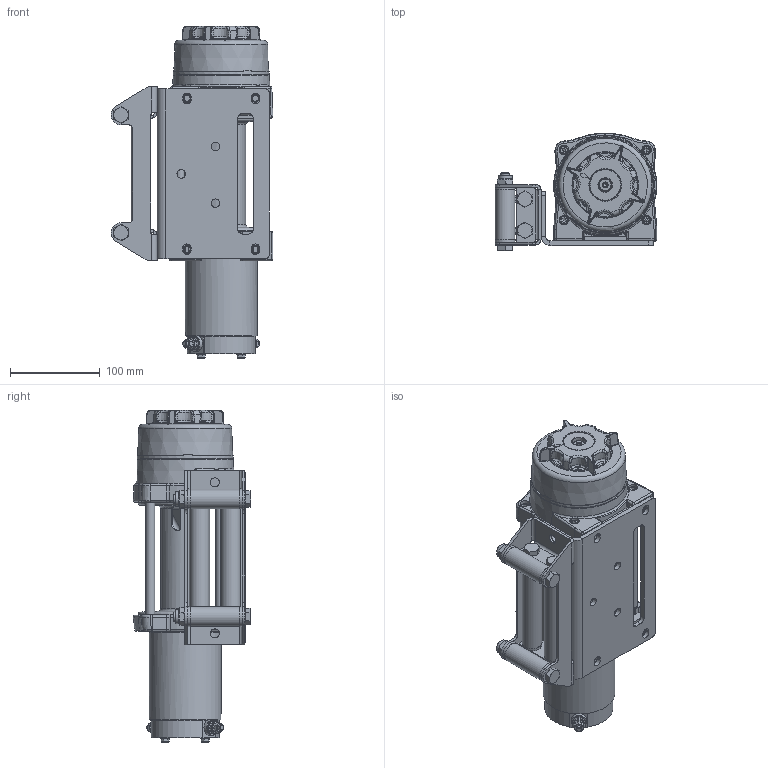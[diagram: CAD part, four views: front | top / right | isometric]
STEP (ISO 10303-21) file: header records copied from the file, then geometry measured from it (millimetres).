
FILE_DESCRIPTION(/* description */ (''),/* implementation_level */ '2;1');
FILE_NAME(/* name */ '634-425_ComeUp_CUB4.stp',/* time_stamp */ '2018-01-11T10:13:54+01:00',/* author */ ('lang1ph'),/* organization */ (''),/* preprocessor_version */ 'ST-DEVELOPER v17',/* originating_system */ 'Autodesk Inventor 2018',/* authorisation */ '');
FILE_SCHEMA (('AUTOMOTIVE_DESIGN { 1 0 10303 214 3 1 1 }'));
Length unit declared in the file: millimetre
Products named in the file (1): Aufbau-BG_CUB4_Shrinkwrap_1
Bounding box: 180.1 x 130.64 x 369.5 mm (x, y, z)
Surface area: 318358.1 mm2 (no closed solid volume)
Topology: 0 solids, 35 shells, 1195 faces, 3331 edges, 2127 vertices
Faces by surface type: plane 440, cylinder 248, bspline 212, torus 134, cone 127, sphere 34
Full cylindrical faces by diameter (mm): 4.2 x1, 6 x3, 6.5 x1, 8.4 x1, 9 x4, 9.5 x3, 10 x13, 11 x5, 14 x4, 14.63 x4, 15.6 x4, 17 x2, 21.7 x4, 22.2 x8, 55 x1, 80 x1, 105 x2, 107 x1
Entity records: 55692 total; most frequent: CARTESIAN_POINT 26173, DIRECTION 6167, ORIENTED_EDGE 6025, EDGE_CURVE 3273, AXIS2_PLACEMENT_3D 2501, VERTEX_POINT 2127, CIRCLE 1473, EDGE_LOOP 1330
